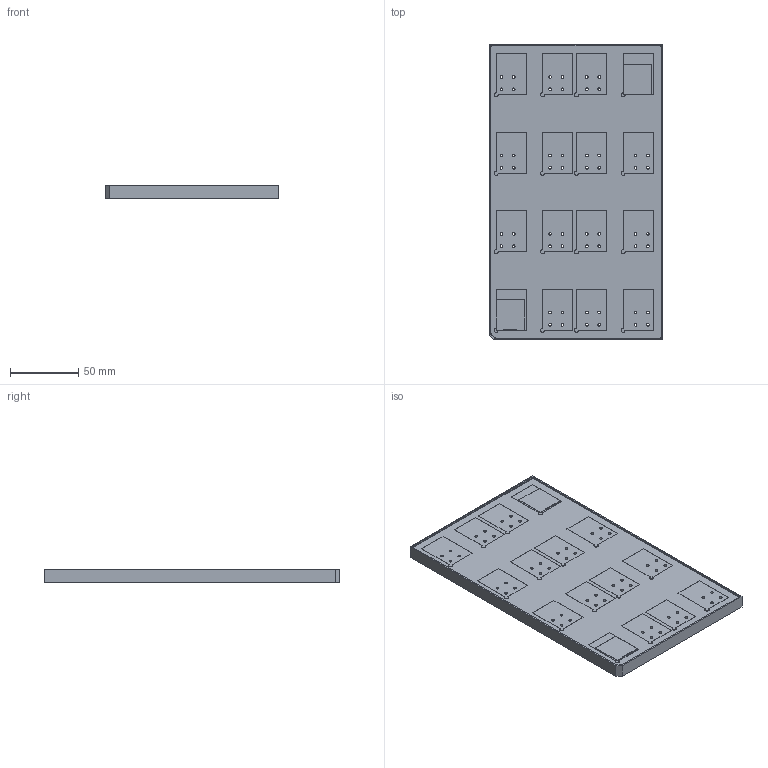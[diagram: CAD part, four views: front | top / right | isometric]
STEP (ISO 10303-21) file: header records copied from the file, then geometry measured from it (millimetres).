
FILE_DESCRIPTION(/* description */ (''),/* implementation_level */ '2;1');
FILE_NAME(/* name */ 'BBM Staging Plate Assembly - V2p1.stp',/* time_stamp */ '2022-01-20T12:47:05-06:00',/* author */ ('Caleb'),/* organization */ (''),/* preprocessor_version */ 'ST-DEVELOPER v18.1',/* originating_system */ 'Autodesk Inventor 2022',/* authorisation */ '');
FILE_SCHEMA (('AUTOMOTIVE_DESIGN { 1 0 10303 214 3 1 1 }'));
Length unit declared in the file: millimetre
Products named in the file (4): BBM Staging Plate Assembly; Assembly Plate; Assembly Stencil; F10112319--_1-MODULE_ CMS2 ETL_ PIXEL SENSOR READOUT CHIP
Assembly tree (4 placements, depth 2):
  BBM Staging Plate Assembly
    Assembly Plate
    Assembly Stencil
    F10112319--_1-MODULE_ CMS2 ETL_ PIXEL SENSOR READOUT CHIP  x2
Bounding box: 127 x 215.9 x 9.78 mm (x, y, z)
Volume: 234507.6 mm3; surface area: 98990.7 mm2
Topology: 4 solids, 4 shells, 188 faces, 539 edges, 362 vertices
Faces by surface type: plane 98, cylinder 90
Full cylindrical faces by diameter (mm): 2 x64
Entity records: 6517 total; most frequent: DIRECTION 1081, CARTESIAN_POINT 1062, ORIENTED_EDGE 1046, EDGE_CURVE 523, AXIS2_PLACEMENT_3D 369, VERTEX_POINT 350, EDGE_LOOP 343, LINE 343
